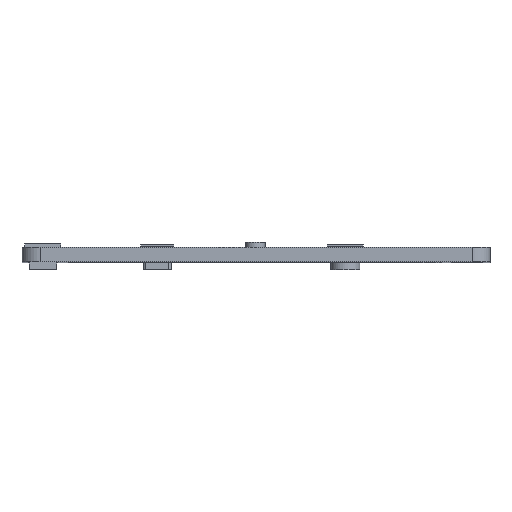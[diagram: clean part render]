
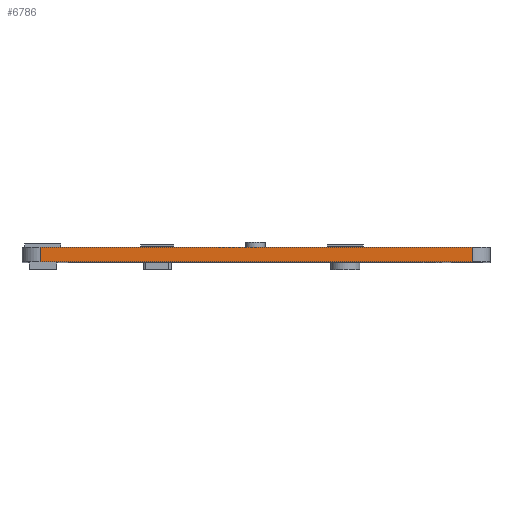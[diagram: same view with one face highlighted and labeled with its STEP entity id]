
A CAD part, top view. The second image highlights one B-rep face of the part: STEP entity #6786.
In plain terms, the highlighted planar face has unit normal (0, 0, 1).
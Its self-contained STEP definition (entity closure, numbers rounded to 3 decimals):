
#379=FACE_OUTER_BOUND('',#791,.T.);
#791=EDGE_LOOP('',(#4887,#4888,#4889,#4890));
#1226=LINE('',#9361,#2093);
#1460=LINE('',#9866,#2327);
#1461=LINE('',#9869,#2328);
#1462=LINE('',#9870,#2329);
#2093=VECTOR('',#7685,10.);
#2327=VECTOR('',#7963,10.);
#2328=VECTOR('',#7966,10.);
#2329=VECTOR('',#7967,10.);
#2963=VERTEX_POINT('',#9358);
#2964=VERTEX_POINT('',#9360);
#3212=VERTEX_POINT('',#9862);
#3214=VERTEX_POINT('',#9868);
#3626=EDGE_CURVE('',#2964,#2963,#1226,.T.);
#3879=EDGE_CURVE('',#2964,#3212,#1460,.T.);
#3880=EDGE_CURVE('',#3214,#2963,#1461,.T.);
#3881=EDGE_CURVE('',#3212,#3214,#1462,.T.);
#4887=ORIENTED_EDGE('',*,*,#3879,.F.);
#4888=ORIENTED_EDGE('',*,*,#3626,.T.);
#4889=ORIENTED_EDGE('',*,*,#3880,.F.);
#4890=ORIENTED_EDGE('',*,*,#3881,.F.);
#6487=PLANE('',#7227);
#6786=ADVANCED_FACE('',(#379),#6487,.T.);
#7227=AXIS2_PLACEMENT_3D('',#9867,#7964,#7965);
#7685=DIRECTION('',(1.,0.,0.));
#7963=DIRECTION('',(0.,1.,0.));
#7964=DIRECTION('center_axis',(0.,0.,1.));
#7965=DIRECTION('ref_axis',(1.,0.,0.));
#7966=DIRECTION('',(0.,-1.,0.));
#7967=DIRECTION('',(1.,0.,0.));
#9358=CARTESIAN_POINT('',(60.187,0.,76.445));
#9360=CARTESIAN_POINT('',(-59.813,0.,76.445));
#9361=CARTESIAN_POINT('',(-64.813,0.,76.445));
#9862=CARTESIAN_POINT('',(-59.813,4.,76.445));
#9866=CARTESIAN_POINT('',(-59.813,0.,76.445));
#9867=CARTESIAN_POINT('Origin',(-64.813,0.,76.445));
#9868=CARTESIAN_POINT('',(60.187,4.,76.445));
#9869=CARTESIAN_POINT('',(60.187,0.,76.445));
#9870=CARTESIAN_POINT('',(-64.813,4.,76.445));
